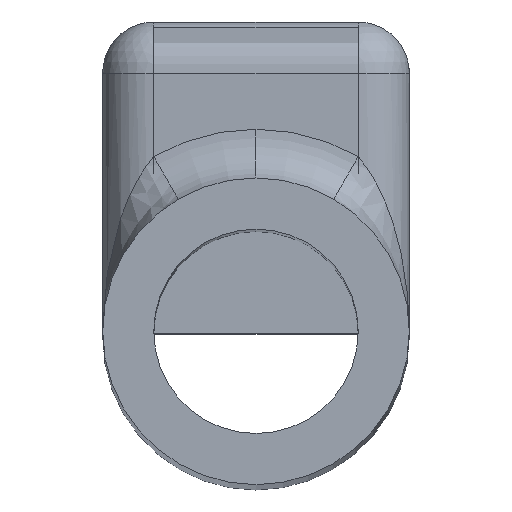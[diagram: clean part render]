
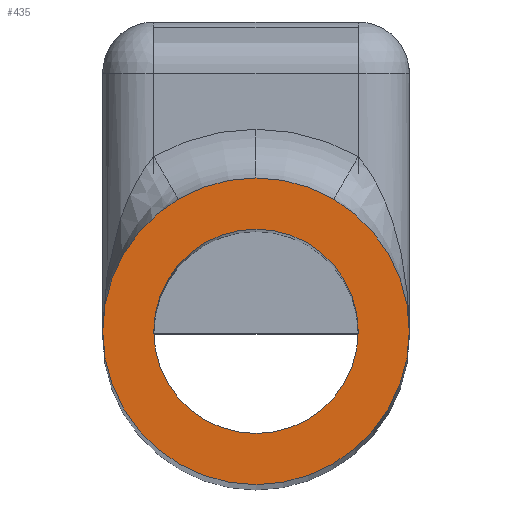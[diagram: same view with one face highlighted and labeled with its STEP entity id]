
A CAD part, top view. The second image highlights one B-rep face of the part: STEP entity #435.
In plain terms, the highlighted planar face has unit normal (0, 0, 1).
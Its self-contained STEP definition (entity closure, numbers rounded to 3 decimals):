
#114 = CARTESIAN_POINT ( 'NONE',  ( -30., 0., 600. ) ) ;
#150 = DIRECTION ( 'NONE',  ( 1., 0., 0. ) ) ;
#166 = DIRECTION ( 'NONE',  ( 1., 0., 0. ) ) ;
#206 = VERTEX_POINT ( 'NONE', #1611 ) ;
#294 = AXIS2_PLACEMENT_3D ( 'NONE', #1603, #542, #1484 ) ;
#375 = VERTEX_POINT ( 'NONE', #114 ) ;
#377 = DIRECTION ( 'NONE',  ( 1., 0., 0. ) ) ;
#435 = ADVANCED_FACE ( 'NONE', ( #784, #1173 ), #792, .T. ) ;
#447 = CIRCLE ( 'NONE', #588, 20. ) ;
#467 = VERTEX_POINT ( 'NONE', #1342 ) ;
#486 = EDGE_LOOP ( 'NONE', ( #1141, #602 ) ) ;
#542 = DIRECTION ( 'NONE',  ( 0., 0., 1. ) ) ;
#562 = CIRCLE ( 'NONE', #1145, 30. ) ;
#575 = EDGE_CURVE ( 'NONE', #375, #1553, #787, .T. ) ;
#588 = AXIS2_PLACEMENT_3D ( 'NONE', #1590, #1054, #150 ) ;
#602 = ORIENTED_EDGE ( 'NONE', *, *, #664, .T. ) ;
#629 = CARTESIAN_POINT ( 'NONE',  ( 0., 0., 600. ) ) ;
#664 = EDGE_CURVE ( 'NONE', #1553, #375, #562, .T. ) ;
#784 = FACE_OUTER_BOUND ( 'NONE', #486, .T. ) ;
#787 = CIRCLE ( 'NONE', #1237, 30. ) ;
#792 = PLANE ( 'NONE',  #294 ) ;
#901 = AXIS2_PLACEMENT_3D ( 'NONE', #1071, #1037, #377 ) ;
#944 = DIRECTION ( 'NONE',  ( 0., 0., 1. ) ) ;
#1037 = DIRECTION ( 'NONE',  ( 0., 0., 1. ) ) ;
#1054 = DIRECTION ( 'NONE',  ( 0., 0., 1. ) ) ;
#1071 = CARTESIAN_POINT ( 'NONE',  ( 0., 0., 600. ) ) ;
#1141 = ORIENTED_EDGE ( 'NONE', *, *, #575, .T. ) ;
#1145 = AXIS2_PLACEMENT_3D ( 'NONE', #1355, #944, #166 ) ;
#1163 = DIRECTION ( 'NONE',  ( 0., 0., 1. ) ) ;
#1173 = FACE_BOUND ( 'NONE', #1563, .T. ) ;
#1201 = CARTESIAN_POINT ( 'NONE',  ( 30., 0., 600. ) ) ;
#1237 = AXIS2_PLACEMENT_3D ( 'NONE', #629, #1163, #1261 ) ;
#1261 = DIRECTION ( 'NONE',  ( 1., 0., 0. ) ) ;
#1293 = CIRCLE ( 'NONE', #901, 20. ) ;
#1342 = CARTESIAN_POINT ( 'NONE',  ( 20., 0., 600. ) ) ;
#1355 = CARTESIAN_POINT ( 'NONE',  ( 0., 0., 600. ) ) ;
#1396 = ORIENTED_EDGE ( 'NONE', *, *, #1521, .F. ) ;
#1484 = DIRECTION ( 'NONE',  ( 1., 0., 0. ) ) ;
#1521 = EDGE_CURVE ( 'NONE', #467, #206, #447, .T. ) ;
#1553 = VERTEX_POINT ( 'NONE', #1201 ) ;
#1563 = EDGE_LOOP ( 'NONE', ( #1586, #1396 ) ) ;
#1569 = EDGE_CURVE ( 'NONE', #206, #467, #1293, .T. ) ;
#1586 = ORIENTED_EDGE ( 'NONE', *, *, #1569, .F. ) ;
#1590 = CARTESIAN_POINT ( 'NONE',  ( 0., 0., 600. ) ) ;
#1603 = CARTESIAN_POINT ( 'NONE',  ( 0., 0., 600. ) ) ;
#1611 = CARTESIAN_POINT ( 'NONE',  ( -20., 0., 600. ) ) ;
